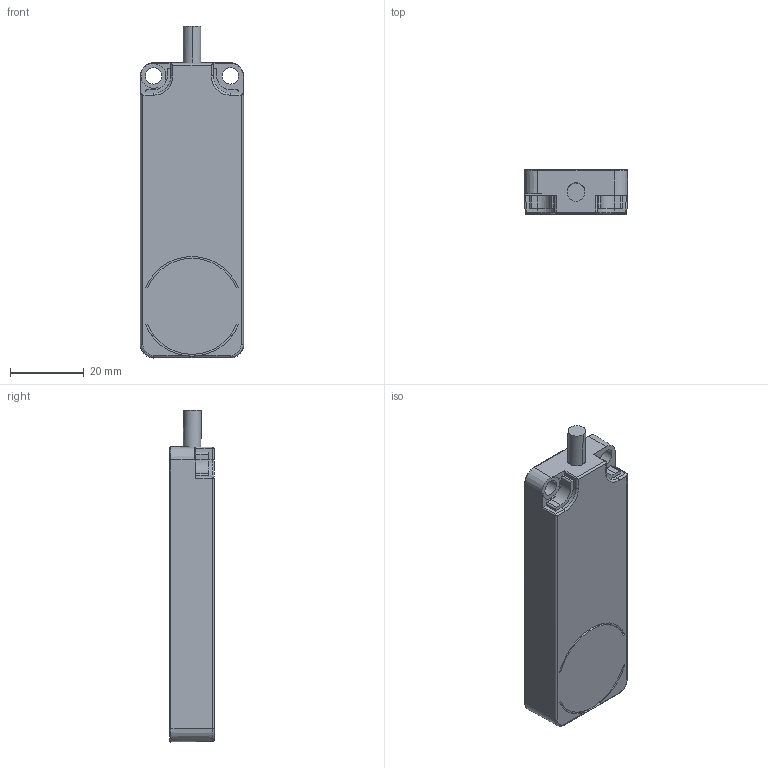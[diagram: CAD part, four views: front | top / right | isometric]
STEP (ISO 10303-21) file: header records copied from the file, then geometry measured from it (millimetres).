
FILE_DESCRIPTION((''),'2;1');
FILE_NAME('DM_04AAT4','2007-11-18T',('IndustrieHansa'),('Pepperl+Fuchs'),'PRO/ENGINEER BY PARAMETRIC TECHNOLOGY CORPORATION, 2006420','PRO/ENGINEER BY PARAMETRIC TECHNOLOGY CORPORATION, 2006420','');
FILE_SCHEMA(('AUTOMOTIVE_DESIGN_CC2 { 1 2 10303 214 -1 1 5 2 }'));
Length unit declared in the file: millimetre
Products named in the file (1): DM_04AAT4
Bounding box: 27.99 x 12 x 89.93 mm (x, y, z)
Volume: 18981.4 mm3; surface area: 8142.1 mm2
Topology: 1 solids, 2 shells, 106 faces, 280 edges, 180 vertices
Faces by surface type: plane 46, cylinder 40, torus 10, cone 6, extrusion 4
Entity records: 4291 total; most frequent: CARTESIAN_POINT 745, ORIENTED_EDGE 560, DIRECTION 535, PRESENTATION_STYLE_ASSIGNMENT 284, STYLED_ITEM 281, CURVE_STYLE 280, EDGE_CURVE 280, AXIS2_PLACEMENT_3D 186
